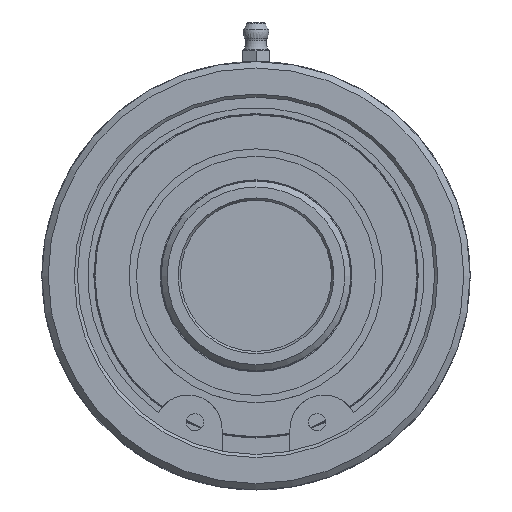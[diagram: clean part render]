
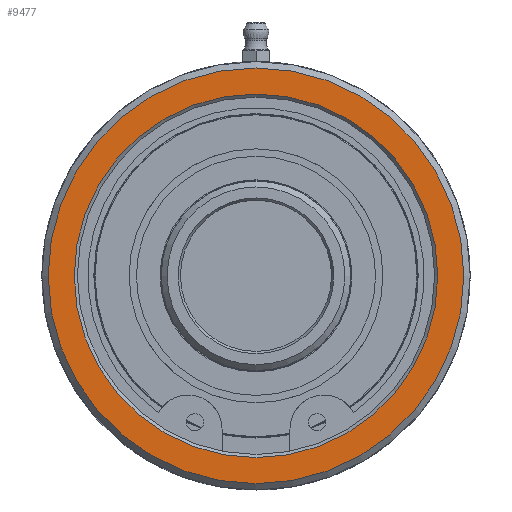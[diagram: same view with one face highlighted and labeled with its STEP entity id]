
A CAD part, left-side view. The second image highlights one B-rep face of the part: STEP entity #9477.
In plain terms, the highlighted planar face has unit normal (-1, 0, 0).
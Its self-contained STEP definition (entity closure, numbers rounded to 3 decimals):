
#280=PLANE('',#10219);
#530=FACE_BOUND('',#1592,.T.);
#725=CIRCLE('',#10211,52.4);
#731=CIRCLE('',#10220,45.835);
#1018=FACE_OUTER_BOUND('',#1591,.T.);
#1591=EDGE_LOOP('',(#6745));
#1592=EDGE_LOOP('',(#6746));
#3958=VERTEX_POINT('',#16894);
#3964=VERTEX_POINT('',#16912);
#5034=EDGE_CURVE('',#3958,#3958,#725,.T.);
#5042=EDGE_CURVE('',#3964,#3964,#731,.T.);
#6745=ORIENTED_EDGE('',*,*,#5034,.F.);
#6746=ORIENTED_EDGE('',*,*,#5042,.F.);
#9477=ADVANCED_FACE('',(#1018,#530),#280,.F.);
#10211=AXIS2_PLACEMENT_3D('',#16896,#11492,#11493);
#10219=AXIS2_PLACEMENT_3D('',#16911,#11510,#11511);
#10220=AXIS2_PLACEMENT_3D('',#16913,#11512,#11513);
#11492=DIRECTION('center_axis',(1.,0.,0.));
#11493=DIRECTION('ref_axis',(0.,0.,-1.));
#11510=DIRECTION('center_axis',(1.,0.,0.));
#11511=DIRECTION('ref_axis',(0.,0.,-1.));
#11512=DIRECTION('center_axis',(-1.,0.,0.));
#11513=DIRECTION('ref_axis',(0.,0.,-1.));
#16894=CARTESIAN_POINT('',(-57.,0.,52.4));
#16896=CARTESIAN_POINT('Origin',(-57.,0.,0.));
#16911=CARTESIAN_POINT('Origin',(-57.,0.,27.));
#16912=CARTESIAN_POINT('',(-57.,0.,45.835));
#16913=CARTESIAN_POINT('Origin',(-57.,0.,0.));
